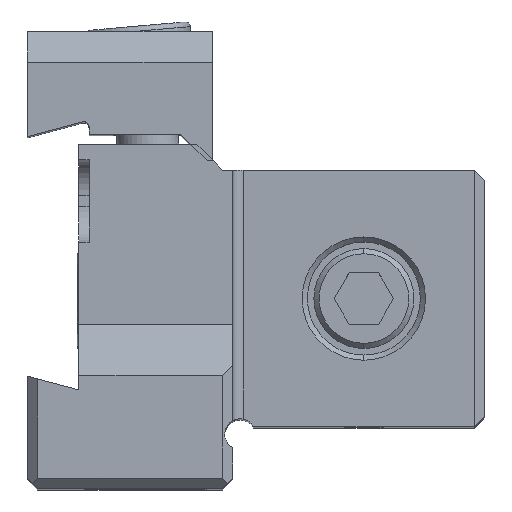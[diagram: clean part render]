
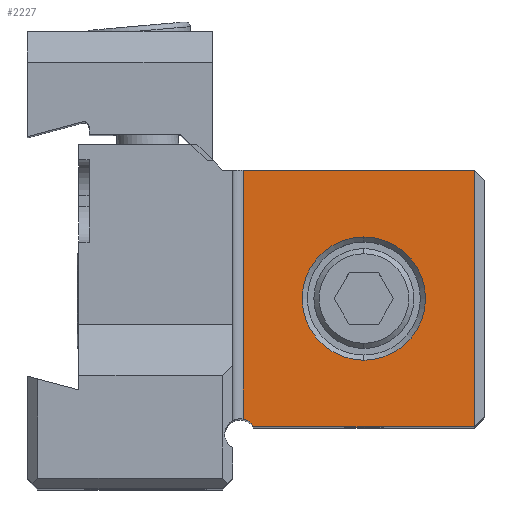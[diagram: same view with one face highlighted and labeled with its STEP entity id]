
A CAD part, top view. The second image highlights one B-rep face of the part: STEP entity #2227.
In plain terms, the highlighted planar face has unit normal (0, 0, 1).
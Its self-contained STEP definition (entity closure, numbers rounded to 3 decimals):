
#1242=LINE('',#12507,#1797);
#1261=LINE('',#12565,#1816);
#1262=LINE('',#12567,#1817);
#1263=LINE('',#12569,#1818);
#1797=VECTOR('',#9771,1.);
#1816=VECTOR('',#9830,1.);
#1817=VECTOR('',#9833,1.);
#1818=VECTOR('',#9834,1.);
#2227=ADVANCED_FACE('',(#2563,#2564),#2478,.T.);
#2478=PLANE('',#7927);
#2563=FACE_BOUND('',#2924,.T.);
#2564=FACE_BOUND('',#2925,.T.);
#2924=EDGE_LOOP('',(#4533,#4534,#4535,#4536,#4537));
#2925=EDGE_LOOP('',(#4538,#4539,#4540));
#4533=ORIENTED_EDGE('',*,*,#6472,.T.);
#4534=ORIENTED_EDGE('',*,*,#6471,.F.);
#4535=ORIENTED_EDGE('',*,*,#6442,.F.);
#4536=ORIENTED_EDGE('',*,*,#6440,.F.);
#4537=ORIENTED_EDGE('',*,*,#6473,.T.);
#4538=ORIENTED_EDGE('',*,*,#6474,.F.);
#4539=ORIENTED_EDGE('',*,*,#6475,.F.);
#4540=ORIENTED_EDGE('',*,*,#6476,.F.);
#5545=VERTEX_POINT('',#12487);
#5546=VERTEX_POINT('',#12489);
#5547=VERTEX_POINT('',#12508);
#5563=VERTEX_POINT('',#12560);
#5566=VERTEX_POINT('',#12568);
#5567=VERTEX_POINT('',#12571);
#5568=VERTEX_POINT('',#12572);
#5569=VERTEX_POINT('',#12574);
#6440=EDGE_CURVE('',#5545,#5546,#6962,.T.);
#6442=EDGE_CURVE('',#5546,#5547,#1242,.T.);
#6471=EDGE_CURVE('',#5547,#5563,#1261,.T.);
#6472=EDGE_CURVE('',#5566,#5563,#1262,.T.);
#6473=EDGE_CURVE('',#5545,#5566,#1263,.T.);
#6474=EDGE_CURVE('',#5567,#5568,#6967,.T.);
#6475=EDGE_CURVE('',#5569,#5567,#6968,.T.);
#6476=EDGE_CURVE('',#5568,#5569,#6969,.T.);
#6962=CIRCLE('',#7901,1.5);
#6967=CIRCLE('',#7924,6.);
#6968=CIRCLE('',#7925,6.);
#6969=CIRCLE('',#7926,6.);
#7901=AXIS2_PLACEMENT_3D('',#12488,#9767,#9768);
#7924=AXIS2_PLACEMENT_3D('',#12570,#9835,#9836);
#7925=AXIS2_PLACEMENT_3D('',#12573,#9837,#9838);
#7926=AXIS2_PLACEMENT_3D('',#12575,#9839,#9840);
#7927=AXIS2_PLACEMENT_3D('',#12576,#9841,#9842);
#9767=DIRECTION('',(0.,0.,1.));
#9768=DIRECTION('',(0.882,0.471,0.));
#9771=DIRECTION('',(0.,1.,0.));
#9830=DIRECTION('',(1.,0.,0.));
#9833=DIRECTION('',(0.,1.,0.));
#9834=DIRECTION('',(1.,0.,0.));
#9835=DIRECTION('',(0.,0.,1.));
#9836=DIRECTION('',(1.,0.,0.));
#9837=DIRECTION('',(0.,0.,1.));
#9838=DIRECTION('',(0.,-1.,0.));
#9839=DIRECTION('',(0.,0.,1.));
#9840=DIRECTION('',(0.,1.,0.));
#9841=DIRECTION('',(0.,0.,1.));
#9842=DIRECTION('',(1.,0.,0.));
#12487=CARTESIAN_POINT('',(-22.47,0.,0.));
#12488=CARTESIAN_POINT('',(-23.793,-0.707,0.));
#12489=CARTESIAN_POINT('',(-23.5,0.764,0.));
#12507=CARTESIAN_POINT('',(-23.5,0.764,0.));
#12508=CARTESIAN_POINT('',(-23.5,25.,0.));
#12560=CARTESIAN_POINT('',(-1.,25.,0.));
#12565=CARTESIAN_POINT('',(-23.5,25.,0.));
#12567=CARTESIAN_POINT('',(-1.,0.,0.));
#12568=CARTESIAN_POINT('',(-1.,0.,0.));
#12569=CARTESIAN_POINT('',(-22.47,0.,0.));
#12570=CARTESIAN_POINT('',(-11.75,12.5,0.));
#12571=CARTESIAN_POINT('',(-5.75,12.5,0.));
#12572=CARTESIAN_POINT('',(-11.75,18.5,0.));
#12573=CARTESIAN_POINT('',(-11.75,12.5,0.));
#12574=CARTESIAN_POINT('',(-11.75,6.5,0.));
#12575=CARTESIAN_POINT('',(-11.75,12.5,0.));
#12576=CARTESIAN_POINT('',(-12.25,12.5,0.));
